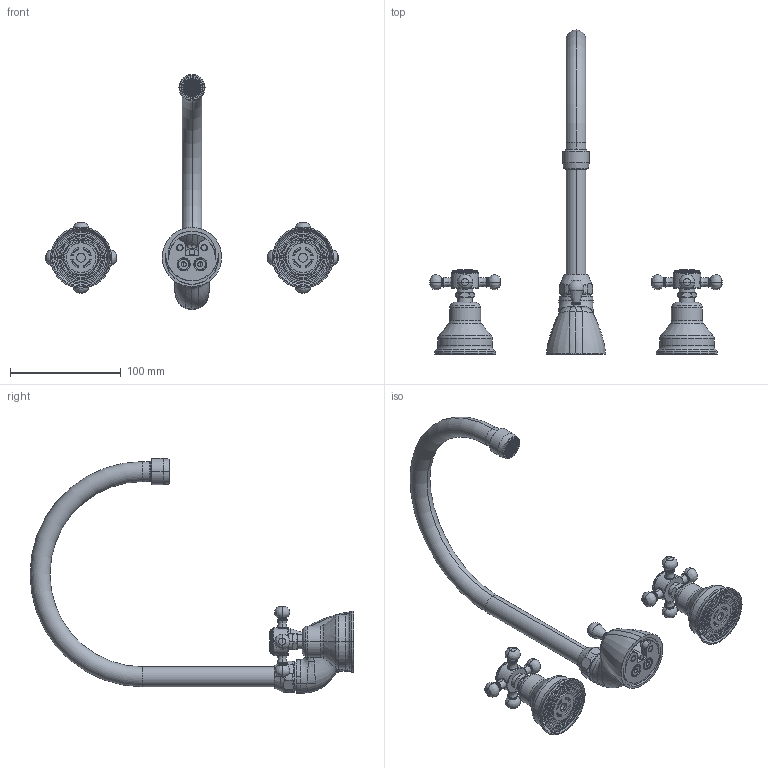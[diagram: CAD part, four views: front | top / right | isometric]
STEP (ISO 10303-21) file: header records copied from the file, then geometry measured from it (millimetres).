
FILE_DESCRIPTION((''),'2;1');
FILE_NAME('VLV057CR','2021-11-11T08:49:45',('ut3'),('PAFFONI SpA'),'CREO PARAMETRIC BY PTC INC, 2020044','CREO PARAMETRIC BY PTC INC, 2020044','');
FILE_SCHEMA(('CONFIG_CONTROL_DESIGN','SHAPE_APPEARANCE_LAYERS_GROUPS'));
Length unit declared in the file: millimetre
Products named in the file (1): VLV057CR
Bounding box: 264.07 x 292 x 211.85 mm (x, y, z)
Volume: 161259.3 mm3; surface area: 143134.7 mm2
Topology: 21 solids, 23 shells, 3396 faces, 9333 edges, 6005 vertices
Faces by surface type: plane 2294, cylinder 600, cone 198, torus 192, bspline 86, sphere 26
Entity records: 151590 total; most frequent: CARTESIAN_POINT 47012, ORIENTED_EDGE 18606, DIRECTION 17630, EDGE_CURVE 9303, AXIS2_PLACEMENT_3D 6101, VERTEX_POINT 6005, VECTOR 5428, LINE 5428
